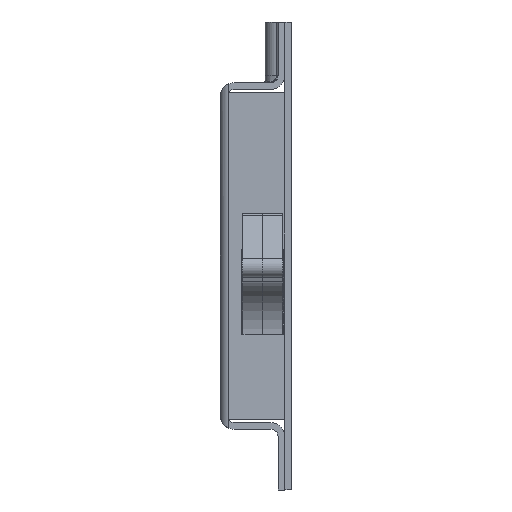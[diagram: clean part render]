
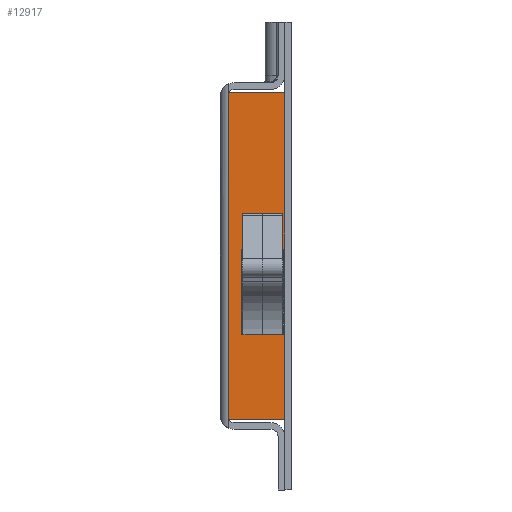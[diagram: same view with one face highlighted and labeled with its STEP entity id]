
A CAD part, front view. The second image highlights one B-rep face of the part: STEP entity #12917.
In plain terms, the highlighted planar face has unit normal (0, -1, 0).
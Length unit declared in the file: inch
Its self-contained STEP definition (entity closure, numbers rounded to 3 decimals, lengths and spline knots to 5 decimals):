
#843=FACE_OUTER_BOUND('',#1587,.T.);
#1587=EDGE_LOOP('',(#9034,#9035,#9036,#9037,#9038,#9039,#9040,#9041,#9042,
#9043,#9044,#9045,#9046));
#2394=LINE('',#17879,#3717);
#2435=LINE('',#18012,#3758);
#2440=LINE('',#18021,#3763);
#2460=LINE('',#18080,#3783);
#2496=LINE('',#18178,#3819);
#2498=LINE('',#18182,#3821);
#2499=LINE('',#18184,#3822);
#2500=LINE('',#18186,#3823);
#2501=LINE('',#18188,#3824);
#2502=LINE('',#18190,#3825);
#2503=LINE('',#18192,#3826);
#2504=LINE('',#18194,#3827);
#2505=LINE('',#18195,#3828);
#3717=VECTOR('',#14729,0.3937);
#3758=VECTOR('',#14864,0.3937);
#3763=VECTOR('',#14871,0.3937);
#3783=VECTOR('',#14919,0.3937);
#3819=VECTOR('',#15035,0.3937);
#3821=VECTOR('',#15039,0.3937);
#3822=VECTOR('',#15040,0.3937);
#3823=VECTOR('',#15041,0.3937);
#3824=VECTOR('',#15042,0.3937);
#3825=VECTOR('',#15043,0.3937);
#3826=VECTOR('',#15044,0.3937);
#3827=VECTOR('',#15045,0.3937);
#3828=VECTOR('',#15046,0.3937);
#5347=VERTEX_POINT('',#17876);
#5348=VERTEX_POINT('',#17878);
#5393=VERTEX_POINT('',#18011);
#5396=VERTEX_POINT('',#18019);
#5421=VERTEX_POINT('',#18079);
#5443=VERTEX_POINT('',#18177);
#5444=VERTEX_POINT('',#18181);
#5445=VERTEX_POINT('',#18183);
#5446=VERTEX_POINT('',#18185);
#5447=VERTEX_POINT('',#18187);
#5448=VERTEX_POINT('',#18189);
#5449=VERTEX_POINT('',#18191);
#5450=VERTEX_POINT('',#18193);
#6665=EDGE_CURVE('',#5348,#5347,#2394,.T.);
#6732=EDGE_CURVE('',#5347,#5393,#2435,.T.);
#6737=EDGE_CURVE('',#5393,#5396,#2440,.T.);
#6766=EDGE_CURVE('',#5421,#5348,#2460,.T.);
#6814=EDGE_CURVE('',#5443,#5421,#2496,.T.);
#6816=EDGE_CURVE('',#5396,#5444,#2498,.T.);
#6817=EDGE_CURVE('',#5445,#5444,#2499,.T.);
#6818=EDGE_CURVE('',#5446,#5445,#2500,.T.);
#6819=EDGE_CURVE('',#5446,#5447,#2501,.T.);
#6820=EDGE_CURVE('',#5447,#5448,#2502,.T.);
#6821=EDGE_CURVE('',#5448,#5449,#2503,.T.);
#6822=EDGE_CURVE('',#5449,#5450,#2504,.T.);
#6823=EDGE_CURVE('',#5450,#5443,#2505,.T.);
#9034=ORIENTED_EDGE('',*,*,#6732,.T.);
#9035=ORIENTED_EDGE('',*,*,#6737,.T.);
#9036=ORIENTED_EDGE('',*,*,#6816,.T.);
#9037=ORIENTED_EDGE('',*,*,#6817,.F.);
#9038=ORIENTED_EDGE('',*,*,#6818,.F.);
#9039=ORIENTED_EDGE('',*,*,#6819,.T.);
#9040=ORIENTED_EDGE('',*,*,#6820,.T.);
#9041=ORIENTED_EDGE('',*,*,#6821,.T.);
#9042=ORIENTED_EDGE('',*,*,#6822,.T.);
#9043=ORIENTED_EDGE('',*,*,#6823,.T.);
#9044=ORIENTED_EDGE('',*,*,#6814,.T.);
#9045=ORIENTED_EDGE('',*,*,#6766,.T.);
#9046=ORIENTED_EDGE('',*,*,#6665,.T.);
#12451=PLANE('',#13755);
#12917=ADVANCED_FACE('',(#843),#12451,.T.);
#13755=AXIS2_PLACEMENT_3D('',#18180,#15037,#15038);
#14729=DIRECTION('',(1.,0.,0.));
#14864=DIRECTION('',(0.,0.,-1.));
#14871=DIRECTION('',(1.,0.,0.));
#14919=DIRECTION('',(1.,0.,0.));
#15035=DIRECTION('',(0.,0.,1.));
#15037=DIRECTION('center_axis',(0.,-1.,0.));
#15038=DIRECTION('ref_axis',(0.,0.,-1.));
#15039=DIRECTION('',(0.,0.,1.));
#15040=DIRECTION('',(1.,0.,0.));
#15041=DIRECTION('',(0.,0.,1.));
#15042=DIRECTION('',(1.,0.,0.));
#15043=DIRECTION('',(0.,0.,1.));
#15044=DIRECTION('',(-1.,0.,0.));
#15045=DIRECTION('',(0.,0.,1.));
#15046=DIRECTION('',(1.,0.,0.));
#17876=CARTESIAN_POINT('',(-0.017,-1.,-0.062));
#17878=CARTESIAN_POINT('',(-0.1963,-1.,-0.062));
#17879=CARTESIAN_POINT('',(-0.19446,-1.,-0.062));
#18011=CARTESIAN_POINT('',(-0.017,-1.,-0.063));
#18012=CARTESIAN_POINT('',(-0.017,-1.,-0.32374));
#18019=CARTESIAN_POINT('',(0.,-1.,-0.063));
#18021=CARTESIAN_POINT('',(-0.37471,-1.,-0.063));
#18079=CARTESIAN_POINT('',(-0.3756,-1.,-0.062));
#18080=CARTESIAN_POINT('',(-0.28411,-1.,-0.062));
#18177=CARTESIAN_POINT('',(-0.3756,-1.,-0.063));
#18178=CARTESIAN_POINT('',(-0.3756,-1.,-0.23713));
#18180=CARTESIAN_POINT('Origin',(-0.37192,-1.,-0.1245));
#18181=CARTESIAN_POINT('',(0.,-1.,1.314));
#18182=CARTESIAN_POINT('',(0.,-1.,-2.1869));
#18183=CARTESIAN_POINT('',(-0.4923,-1.,1.314));
#18184=CARTESIAN_POINT('',(-0.5673,-1.,1.314));
#18185=CARTESIAN_POINT('',(-0.4923,-1.,-1.563));
#18186=CARTESIAN_POINT('',(-0.4923,-1.,1.4038));
#18187=CARTESIAN_POINT('',(0.,-1.,-1.563));
#18188=CARTESIAN_POINT('',(-0.5673,-1.,-1.563));
#18189=CARTESIAN_POINT('',(0.,-1.,-0.813));
#18190=CARTESIAN_POINT('',(0.,-1.,-2.1869));
#18191=CARTESIAN_POINT('',(-0.3775,-1.,-0.813));
#18192=CARTESIAN_POINT('',(-0.18596,-1.,-0.813));
#18193=CARTESIAN_POINT('',(-0.3775,-1.,-0.063));
#18194=CARTESIAN_POINT('',(-0.3775,-1.,-0.46875));
#18195=CARTESIAN_POINT('',(-0.37471,-1.,-0.063));
